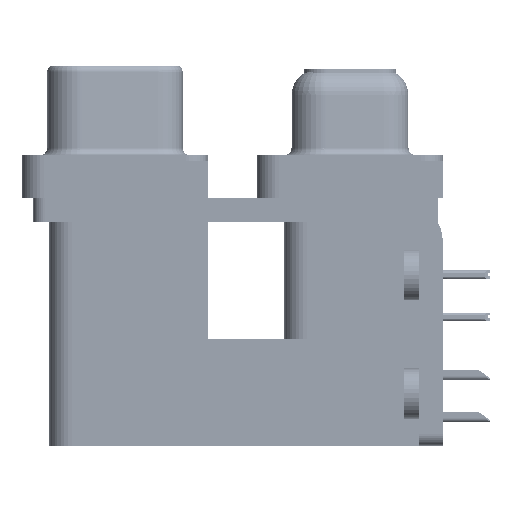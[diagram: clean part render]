
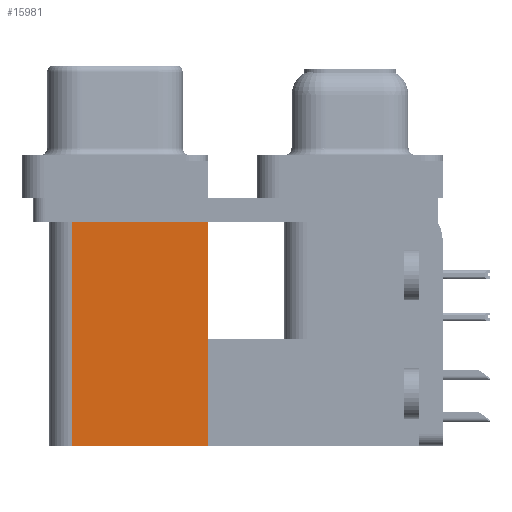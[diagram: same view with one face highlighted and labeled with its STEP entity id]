
A CAD part, left-side view. The second image highlights one B-rep face of the part: STEP entity #15981.
In plain terms, the highlighted planar face has unit normal (-1, 0, 0).
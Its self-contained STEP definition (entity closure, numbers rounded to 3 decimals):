
#2090 = VERTEX_POINT ( 'NONE', #42756 ) ;
#2445 = CARTESIAN_POINT ( 'NONE',  ( 3.79, 18.8, -19.2 ) ) ;
#5925 = LINE ( 'NONE', #48887, #18097 ) ;
#11223 = DIRECTION ( 'NONE',  ( 0., 0., -1. ) ) ;
#12877 = DIRECTION ( 'NONE',  ( 0., 0., 1. ) ) ;
#13408 = EDGE_CURVE ( 'NONE', #2090, #54164, #56301, .T. ) ;
#13559 = VERTEX_POINT ( 'NONE', #42922 ) ;
#13887 = VERTEX_POINT ( 'NONE', #2445 ) ;
#14424 = EDGE_CURVE ( 'NONE', #54164, #13559, #66172, .T. ) ;
#15513 = ORIENTED_EDGE ( 'NONE', *, *, #26243, .F. ) ;
#15981 = ADVANCED_FACE ( 'NONE', ( #68790 ), #20118, .F. ) ;
#17104 = EDGE_LOOP ( 'NONE', ( #67933, #44310, #15513, #38321 ) ) ;
#17590 = CARTESIAN_POINT ( 'NONE',  ( 3.79, 9.6, -19.2 ) ) ;
#18097 = VECTOR ( 'NONE', #54216, 1000. ) ;
#20118 = PLANE ( 'NONE',  #23738 ) ;
#21458 = CARTESIAN_POINT ( 'NONE',  ( 3.79, 9.6, -2.5 ) ) ;
#22218 = DIRECTION ( 'NONE',  ( 1., 0., 0. ) ) ;
#22496 = DIRECTION ( 'NONE',  ( 0., 1., 0. ) ) ;
#22959 = CARTESIAN_POINT ( 'NONE',  ( 3.79, 9.6, -2.5 ) ) ;
#23738 = AXIS2_PLACEMENT_3D ( 'NONE', #41784, #22218, #11223 ) ;
#26243 = EDGE_CURVE ( 'NONE', #2090, #13887, #5925, .T. ) ;
#26515 = VECTOR ( 'NONE', #12877, 1000. ) ;
#38321 = ORIENTED_EDGE ( 'NONE', *, *, #13408, .T. ) ;
#39456 = VECTOR ( 'NONE', #22496, 1000. ) ;
#41784 = CARTESIAN_POINT ( 'NONE',  ( 3.79, 9.6, -19.2 ) ) ;
#42756 = CARTESIAN_POINT ( 'NONE',  ( 3.79, 9.6, -19.2 ) ) ;
#42922 = CARTESIAN_POINT ( 'NONE',  ( 3.79, 18.8, -2.5 ) ) ;
#44310 = ORIENTED_EDGE ( 'NONE', *, *, #66900, .F. ) ;
#47208 = CARTESIAN_POINT ( 'NONE',  ( 3.79, 18.8, -19.2 ) ) ;
#48887 = CARTESIAN_POINT ( 'NONE',  ( 3.79, 9.6, -19.2 ) ) ;
#54164 = VERTEX_POINT ( 'NONE', #22959 ) ;
#54216 = DIRECTION ( 'NONE',  ( 0., 1., 0. ) ) ;
#55499 = LINE ( 'NONE', #47208, #26515 ) ;
#56301 = LINE ( 'NONE', #17590, #61066 ) ;
#61066 = VECTOR ( 'NONE', #61293, 1000. ) ;
#61293 = DIRECTION ( 'NONE',  ( 0., 0., 1. ) ) ;
#66172 = LINE ( 'NONE', #21458, #39456 ) ;
#66900 = EDGE_CURVE ( 'NONE', #13887, #13559, #55499, .T. ) ;
#67933 = ORIENTED_EDGE ( 'NONE', *, *, #14424, .T. ) ;
#68790 = FACE_OUTER_BOUND ( 'NONE', #17104, .T. ) ;
